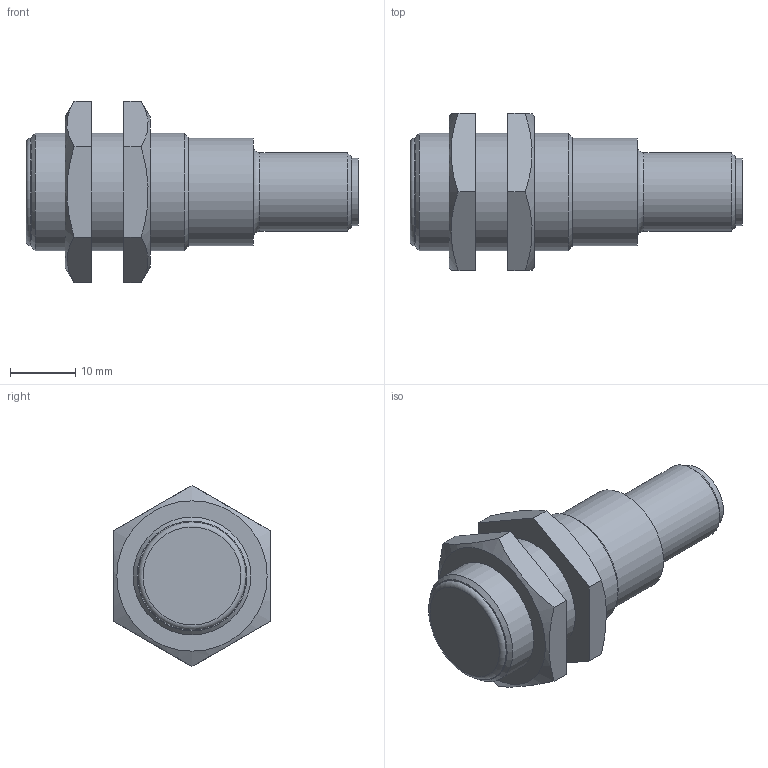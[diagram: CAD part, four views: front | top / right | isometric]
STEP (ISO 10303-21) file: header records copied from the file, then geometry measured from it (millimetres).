
FILE_DESCRIPTION(/* description */ (''),/* implementation_level */ '2;1');
FILE_NAME(/* name */ 'KJ5_M18MB50_V2.stp',/* time_stamp */ '2026-01-07T10:13:18+01:00',/* author */ ('L43FV9'),/* organization */ (''),/* preprocessor_version */ 'ST-DEVELOPER v20.1',/* originating_system */ 'Autodesk Inventor 2026',/* authorisation */ '');
FILE_SCHEMA (('AUTOMOTIVE_DESIGN { 1 0 10303 214 3 1 1 }'));
Length unit declared in the file: millimetre
Products named in the file (1): KJ5_M18MB50_V2_Vereinfachen_1
Bounding box: 50.8 x 24 x 27.71 mm (x, y, z)
Volume: 12005.1 mm3; surface area: 4066.8 mm2
Topology: 1 solids, 1 shells, 43 faces, 92 edges, 60 vertices
Faces by surface type: plane 26, cylinder 9, cone 6, torus 2
Full cylindrical faces by diameter (mm): 10.4 x1, 12 x1, 16.5 x2, 18 x3
Entity records: 1270 total; most frequent: CARTESIAN_POINT 220, DIRECTION 203, ORIENTED_EDGE 184, EDGE_CURVE 92, AXIS2_PLACEMENT_3D 79, VERTEX_POINT 60, EDGE_LOOP 52, LINE 45
